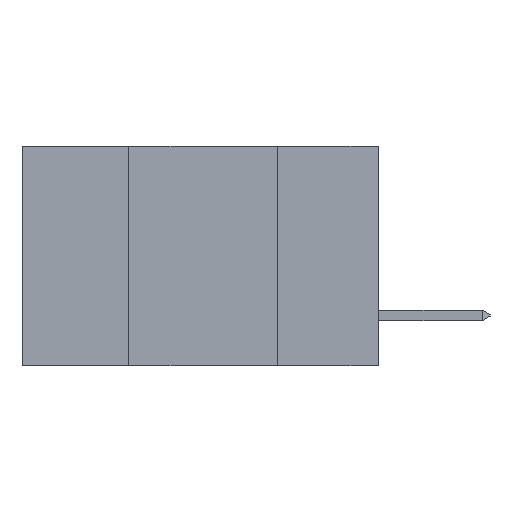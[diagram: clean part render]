
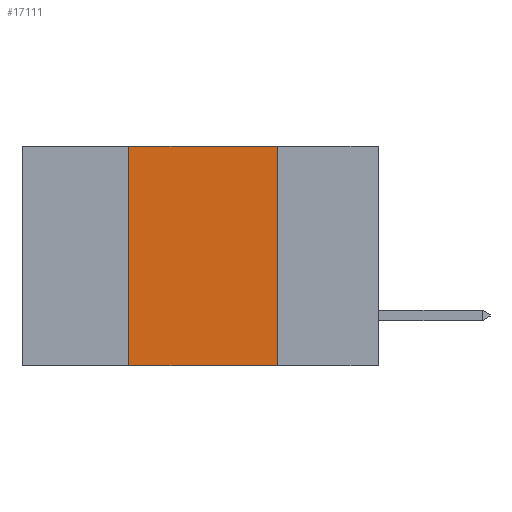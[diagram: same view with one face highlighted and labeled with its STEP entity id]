
A CAD part, left-side view. The second image highlights one B-rep face of the part: STEP entity #17111.
In plain terms, the highlighted planar face has unit normal (-1, 0, 0).
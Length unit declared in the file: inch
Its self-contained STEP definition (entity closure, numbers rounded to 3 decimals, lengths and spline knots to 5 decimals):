
#680 = ORIENTED_EDGE ( 'NONE', *, *, #30333, .T. ) ;
#2559 = VECTOR ( 'NONE', #11518, 39.37008 ) ;
#2939 = VERTEX_POINT ( 'NONE', #10160 ) ;
#3506 = DIRECTION ( 'NONE',  ( 0., -1., 0. ) ) ;
#4597 = VECTOR ( 'NONE', #18108, 39.37008 ) ;
#5338 = LINE ( 'NONE', #15744, #4597 ) ;
#6105 = PLANE ( 'NONE',  #13683 ) ;
#6433 = VERTEX_POINT ( 'NONE', #29243 ) ;
#6910 = CARTESIAN_POINT ( 'NONE',  ( 0., 0.17, -0.37 ) ) ;
#7567 = VERTEX_POINT ( 'NONE', #19984 ) ;
#8578 = DIRECTION ( 'NONE',  ( 1., 0., 0. ) ) ;
#9118 = CARTESIAN_POINT ( 'NONE',  ( 0., 0.6, -0.37 ) ) ;
#10160 = CARTESIAN_POINT ( 'NONE',  ( 0., 0.42, -0.37 ) ) ;
#10537 = VERTEX_POINT ( 'NONE', #6910 ) ;
#11081 = LINE ( 'NONE', #13016, #28592 ) ;
#11518 = DIRECTION ( 'NONE',  ( 0., -1., 0. ) ) ;
#11863 = DIRECTION ( 'NONE',  ( 0., 0., -1. ) ) ;
#12432 = FACE_OUTER_BOUND ( 'NONE', #21991, .T. ) ;
#13016 = CARTESIAN_POINT ( 'NONE',  ( 0., 0.6, 0. ) ) ;
#13683 = AXIS2_PLACEMENT_3D ( 'NONE', #20489, #8578, #25257 ) ;
#15744 = CARTESIAN_POINT ( 'NONE',  ( 0., 0.42, 0. ) ) ;
#17111 = ADVANCED_FACE ( 'NONE', ( #12432 ), #6105, .F. ) ;
#18108 = DIRECTION ( 'NONE',  ( 0., 0., 1. ) ) ;
#18470 = ORIENTED_EDGE ( 'NONE', *, *, #21184, .F. ) ;
#19984 = CARTESIAN_POINT ( 'NONE',  ( 0., 0.42, 0. ) ) ;
#20489 = CARTESIAN_POINT ( 'NONE',  ( 0., 0.6, 0. ) ) ;
#20807 = VECTOR ( 'NONE', #11863, 39.37008 ) ;
#20832 = EDGE_CURVE ( 'NONE', #6433, #10537, #26390, .T. ) ;
#21184 = EDGE_CURVE ( 'NONE', #7567, #6433, #11081, .T. ) ;
#21991 = EDGE_LOOP ( 'NONE', ( #28078, #18470, #22620, #680 ) ) ;
#22424 = EDGE_CURVE ( 'NONE', #2939, #7567, #5338, .T. ) ;
#22620 = ORIENTED_EDGE ( 'NONE', *, *, #22424, .F. ) ;
#25257 = DIRECTION ( 'NONE',  ( 0., 0., -1. ) ) ;
#26103 = CARTESIAN_POINT ( 'NONE',  ( 0., 0.17, 0. ) ) ;
#26390 = LINE ( 'NONE', #26103, #20807 ) ;
#27995 = LINE ( 'NONE', #9118, #2559 ) ;
#28078 = ORIENTED_EDGE ( 'NONE', *, *, #20832, .F. ) ;
#28592 = VECTOR ( 'NONE', #3506, 39.37008 ) ;
#29243 = CARTESIAN_POINT ( 'NONE',  ( 0., 0.17, 0. ) ) ;
#30333 = EDGE_CURVE ( 'NONE', #2939, #10537, #27995, .T. ) ;
